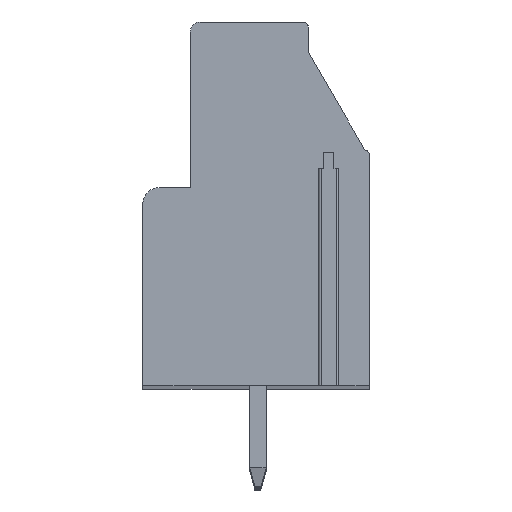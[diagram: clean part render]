
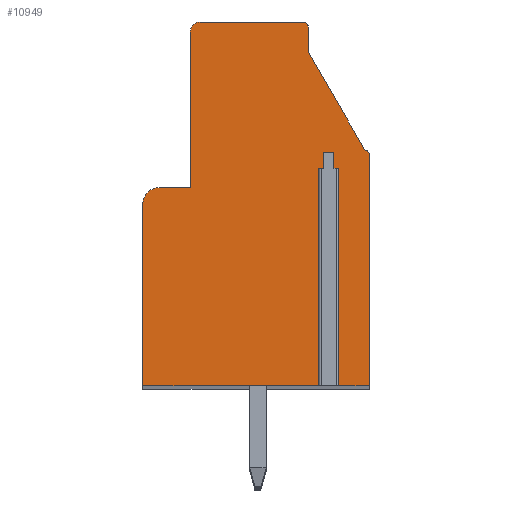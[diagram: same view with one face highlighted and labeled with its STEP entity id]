
A CAD part, top view. The second image highlights one B-rep face of the part: STEP entity #10949.
In plain terms, the highlighted planar face has unit normal (0, 0, 1).
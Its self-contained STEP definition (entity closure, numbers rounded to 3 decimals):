
#3435=DIRECTION('',(-1.,0.,0.));
#3436=VECTOR('',#3435,0.5);
#3437=CARTESIAN_POINT('',(3.85,2.55,3.75));
#3438=LINE('',#3437,#3436);
#3439=DIRECTION('',(0.,1.,0.));
#3440=VECTOR('',#3439,0.8);
#3441=CARTESIAN_POINT('',(3.35,1.75,3.75));
#3442=LINE('',#3441,#3440);
#3443=DIRECTION('',(0.,1.,0.));
#3444=VECTOR('',#3443,10.75);
#3445=CARTESIAN_POINT('',(3.35,-9.,3.75));
#3446=LINE('',#3445,#3444);
#3447=DIRECTION('',(1.,0.,0.));
#3448=VECTOR('',#3447,8.95);
#3449=CARTESIAN_POINT('',(-5.6,-9.,3.75));
#3450=LINE('',#3449,#3448);
#3451=DIRECTION('',(0.,-1.,0.));
#3452=VECTOR('',#3451,9.);
#3453=CARTESIAN_POINT('',(-5.6,0.,3.75));
#3454=LINE('',#3453,#3452);
#3455=CARTESIAN_POINT('',(-4.8,0.,3.75));
#3456=DIRECTION('',(0.,0.,1.));
#3457=DIRECTION('',(0.,1.,0.));
#3458=AXIS2_PLACEMENT_3D('',#3455,#3456,#3457);
#3460=DIRECTION('',(-1.,0.,0.));
#3461=VECTOR('',#3460,1.55);
#3462=CARTESIAN_POINT('',(-3.25,0.8,3.75));
#3463=LINE('',#3462,#3461);
#3464=DIRECTION('',(0.,-1.,0.));
#3465=VECTOR('',#3464,7.7);
#3466=CARTESIAN_POINT('',(-3.25,8.5,3.75));
#3467=LINE('',#3466,#3465);
#3468=CARTESIAN_POINT('',(-2.75,8.5,3.75));
#3469=DIRECTION('',(0.,0.,1.));
#3470=DIRECTION('',(0.,1.,0.));
#3471=AXIS2_PLACEMENT_3D('',#3468,#3469,#3470);
#3473=DIRECTION('',(-1.,0.,0.));
#3474=VECTOR('',#3473,5.05);
#3475=CARTESIAN_POINT('',(2.3,9.,3.75));
#3476=LINE('',#3475,#3474);
#3477=CARTESIAN_POINT('',(2.3,8.7,3.75));
#3478=DIRECTION('',(0.,0.,1.));
#3479=DIRECTION('',(1.,0.,0.));
#3480=AXIS2_PLACEMENT_3D('',#3477,#3478,#3479);
#3482=DIRECTION('',(0.,1.,0.));
#3483=VECTOR('',#3482,1.2);
#3484=CARTESIAN_POINT('',(2.6,7.5,3.75));
#3485=LINE('',#3484,#3483);
#3486=DIRECTION('',(-0.5,0.866,0.));
#3487=VECTOR('',#3486,5.6);
#3488=CARTESIAN_POINT('',(5.4,2.65,3.75));
#3489=LINE('',#3488,#3487);
#3490=CARTESIAN_POINT('',(5.4,2.45,3.75));
#3491=DIRECTION('',(0.,0.,1.));
#3492=DIRECTION('',(1.,0.,0.));
#3493=AXIS2_PLACEMENT_3D('',#3490,#3491,#3492);
#3495=DIRECTION('',(0.,1.,0.));
#3496=VECTOR('',#3495,11.45);
#3497=CARTESIAN_POINT('',(5.6,-9.,3.75));
#3498=LINE('',#3497,#3496);
#3499=DIRECTION('',(1.,0.,0.));
#3500=VECTOR('',#3499,1.75);
#3501=CARTESIAN_POINT('',(3.85,-9.,3.75));
#3502=LINE('',#3501,#3500);
#3503=DIRECTION('',(0.,1.,0.));
#3504=VECTOR('',#3503,10.75);
#3505=CARTESIAN_POINT('',(3.85,-9.,3.75));
#3506=LINE('',#3505,#3504);
#3507=DIRECTION('',(0.,1.,0.));
#3508=VECTOR('',#3507,0.8);
#3509=CARTESIAN_POINT('',(3.85,1.75,3.75));
#3510=LINE('',#3509,#3508);
#5201=CARTESIAN_POINT('',(5.6,-9.,3.75));
#5202=CARTESIAN_POINT('',(5.6,2.45,3.75));
#5203=VERTEX_POINT('',#5201);
#5204=VERTEX_POINT('',#5202);
#5205=CARTESIAN_POINT('',(5.4,2.65,3.75));
#5206=VERTEX_POINT('',#5205);
#5207=CARTESIAN_POINT('',(2.6,7.5,3.75));
#5208=VERTEX_POINT('',#5207);
#5210=CARTESIAN_POINT('',(-5.6,-9.,3.75));
#5212=VERTEX_POINT('',#5210);
#5229=CARTESIAN_POINT('',(3.35,-9.,3.75));
#5230=VERTEX_POINT('',#5229);
#5231=CARTESIAN_POINT('',(3.85,-9.,3.75));
#5232=VERTEX_POINT('',#5231);
#5402=CARTESIAN_POINT('',(-3.25,0.8,3.75));
#5404=VERTEX_POINT('',#5402);
#5409=CARTESIAN_POINT('',(-4.8,0.8,3.75));
#5410=VERTEX_POINT('',#5409);
#5411=CARTESIAN_POINT('',(-5.6,0.,3.75));
#5412=VERTEX_POINT('',#5411);
#5417=CARTESIAN_POINT('',(-2.75,9.,3.75));
#5418=VERTEX_POINT('',#5417);
#5419=CARTESIAN_POINT('',(-3.25,8.5,3.75));
#5420=VERTEX_POINT('',#5419);
#5425=CARTESIAN_POINT('',(2.6,8.7,3.75));
#5426=VERTEX_POINT('',#5425);
#5427=CARTESIAN_POINT('',(2.3,9.,3.75));
#5428=VERTEX_POINT('',#5427);
#5433=CARTESIAN_POINT('',(3.85,2.55,3.75));
#5434=CARTESIAN_POINT('',(3.35,2.55,3.75));
#5435=VERTEX_POINT('',#5433);
#5436=VERTEX_POINT('',#5434);
#5437=CARTESIAN_POINT('',(3.35,1.75,3.75));
#5438=VERTEX_POINT('',#5437);
#5439=CARTESIAN_POINT('',(3.85,1.75,3.75));
#5440=VERTEX_POINT('',#5439);
#10919=CARTESIAN_POINT('',(0.,0.,3.75));
#10920=DIRECTION('',(0.,0.,1.));
#10921=DIRECTION('',(1.,0.,0.));
#10922=AXIS2_PLACEMENT_3D('',#10919,#10920,#10921);
#10923=PLANE('',#10922);
#10925=ORIENTED_EDGE('',*,*,#10924,.T.);
#10927=ORIENTED_EDGE('',*,*,#10926,.F.);
#10929=ORIENTED_EDGE('',*,*,#10928,.F.);
#10930=ORIENTED_EDGE('',*,*,#10666,.F.);
#10931=ORIENTED_EDGE('',*,*,#10912,.F.);
#10932=ORIENTED_EDGE('',*,*,#6597,.F.);
#10933=ORIENTED_EDGE('',*,*,#6613,.F.);
#10934=ORIENTED_EDGE('',*,*,#6625,.F.);
#10935=ORIENTED_EDGE('',*,*,#6640,.F.);
#10936=ORIENTED_EDGE('',*,*,#6655,.F.);
#10937=ORIENTED_EDGE('',*,*,#10464,.F.);
#10938=ORIENTED_EDGE('',*,*,#10479,.F.);
#10939=ORIENTED_EDGE('',*,*,#10492,.F.);
#10940=ORIENTED_EDGE('',*,*,#10506,.F.);
#10941=ORIENTED_EDGE('',*,*,#10520,.F.);
#10942=ORIENTED_EDGE('',*,*,#10678,.F.);
#10944=ORIENTED_EDGE('',*,*,#10943,.T.);
#10946=ORIENTED_EDGE('',*,*,#10945,.T.);
#10947=EDGE_LOOP('',(#10925,#10927,#10929,#10930,#10931,#10932,#10933,#10934,
#10935,#10936,#10937,#10938,#10939,#10940,#10941,#10942,#10944,#10946));
#10948=FACE_OUTER_BOUND('',#10947,.F.);
#3459=CIRCLE('',#3458,0.8);
#3472=CIRCLE('',#3471,0.5);
#3481=CIRCLE('',#3480,0.3);
#3494=CIRCLE('',#3493,0.2);
#6597=EDGE_CURVE('',#5410,#5412,#3459,.T.);
#6613=EDGE_CURVE('',#5404,#5410,#3463,.T.);
#6625=EDGE_CURVE('',#5420,#5404,#3467,.T.);
#6640=EDGE_CURVE('',#5418,#5420,#3472,.T.);
#6655=EDGE_CURVE('',#5428,#5418,#3476,.T.);
#10464=EDGE_CURVE('',#5426,#5428,#3481,.T.);
#10479=EDGE_CURVE('',#5208,#5426,#3485,.T.);
#10492=EDGE_CURVE('',#5206,#5208,#3489,.T.);
#10506=EDGE_CURVE('',#5204,#5206,#3494,.T.);
#10520=EDGE_CURVE('',#5203,#5204,#3498,.T.);
#10666=EDGE_CURVE('',#5212,#5230,#3450,.T.);
#10678=EDGE_CURVE('',#5232,#5203,#3502,.T.);
#10912=EDGE_CURVE('',#5412,#5212,#3454,.T.);
#10924=EDGE_CURVE('',#5435,#5436,#3438,.T.);
#10926=EDGE_CURVE('',#5438,#5436,#3442,.T.);
#10928=EDGE_CURVE('',#5230,#5438,#3446,.T.);
#10943=EDGE_CURVE('',#5232,#5440,#3506,.T.);
#10945=EDGE_CURVE('',#5440,#5435,#3510,.T.);
#10949=ADVANCED_FACE('',(#10948),#10923,.T.);
